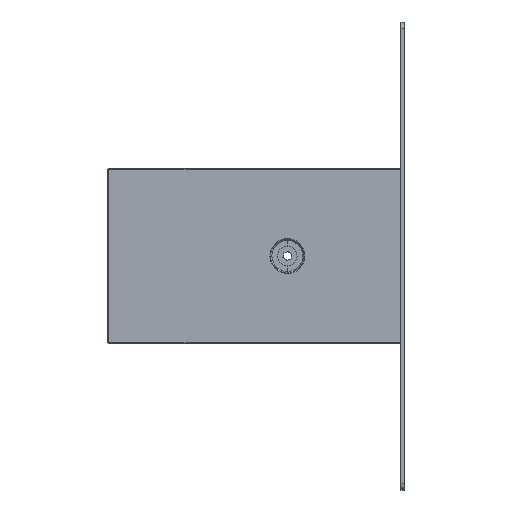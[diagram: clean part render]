
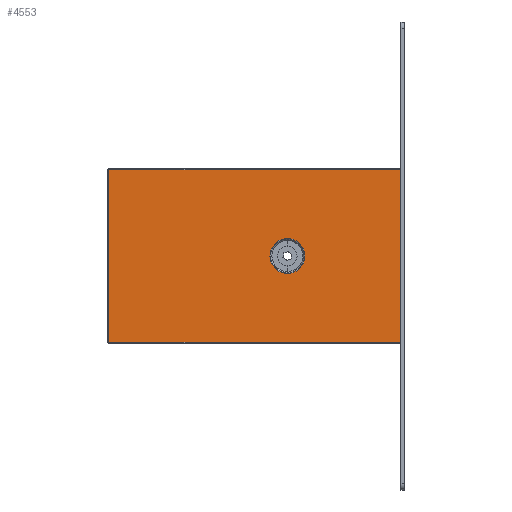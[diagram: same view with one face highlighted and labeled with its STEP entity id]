
A CAD part, left-side view. The second image highlights one B-rep face of the part: STEP entity #4553.
In plain terms, the highlighted planar face has unit normal (-1, 0, 0).
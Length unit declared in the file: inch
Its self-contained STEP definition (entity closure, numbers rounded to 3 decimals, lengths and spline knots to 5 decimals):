
#125 = EDGE_CURVE ( 'NONE', #794, #332, #1565, .T. ) ;
#201 = EDGE_CURVE ( 'NONE', #1128, #1117, #4683, .T. ) ;
#203 = EDGE_CURVE ( 'NONE', #1118, #1119, #4684, .T. ) ;
#204 = EDGE_CURVE ( 'NONE', #1119, #1128, #1872, .T. ) ;
#205 = EDGE_CURVE ( 'NONE', #1126, #780, #4685, .T. ) ;
#206 = EDGE_CURVE ( 'NONE', #1122, #1125, #4686, .T. ) ;
#207 = EDGE_CURVE ( 'NONE', #1125, #1126, #1879, .T. ) ;
#208 = EDGE_CURVE ( 'NONE', #1117, #1122, #1881, .T. ) ;
#213 = EDGE_CURVE ( 'NONE', #780, #1118, #1885, .T. ) ;
#216 = EDGE_CURVE ( 'NONE', #332, #794, #1890, .T. ) ;
#275 = EDGE_LOOP ( 'NONE', ( #554, #555 ) ) ;
#281 = EDGE_LOOP ( 'NONE', ( #556, #557, #560, #561, #558, #559, #550, #551 ) ) ;
#332 = VERTEX_POINT ( 'NONE', #2012 ) ;
#550 = ORIENTED_EDGE ( 'NONE', *, *, #204, .T. ) ;
#551 = ORIENTED_EDGE ( 'NONE', *, *, #201, .T. ) ;
#554 = ORIENTED_EDGE ( 'NONE', *, *, #216, .T. ) ;
#555 = ORIENTED_EDGE ( 'NONE', *, *, #125, .T. ) ;
#556 = ORIENTED_EDGE ( 'NONE', *, *, #208, .T. ) ;
#557 = ORIENTED_EDGE ( 'NONE', *, *, #206, .T. ) ;
#558 = ORIENTED_EDGE ( 'NONE', *, *, #213, .T. ) ;
#559 = ORIENTED_EDGE ( 'NONE', *, *, #203, .T. ) ;
#560 = ORIENTED_EDGE ( 'NONE', *, *, #207, .T. ) ;
#561 = ORIENTED_EDGE ( 'NONE', *, *, #205, .T. ) ;
#780 = VERTEX_POINT ( 'NONE', #2037 ) ;
#794 = VERTEX_POINT ( 'NONE', #2051 ) ;
#968 = AXIS2_PLACEMENT_3D ( 'NONE', #1597, #1598, #1599 ) ;
#986 = AXIS2_PLACEMENT_3D ( 'NONE', #1964, #1965, #1966 ) ;
#1117 = VERTEX_POINT ( 'NONE', #2738 ) ;
#1118 = VERTEX_POINT ( 'NONE', #2739 ) ;
#1119 = VERTEX_POINT ( 'NONE', #2740 ) ;
#1122 = VERTEX_POINT ( 'NONE', #2743 ) ;
#1125 = VERTEX_POINT ( 'NONE', #2746 ) ;
#1126 = VERTEX_POINT ( 'NONE', #2747 ) ;
#1128 = VERTEX_POINT ( 'NONE', #2749 ) ;
#1565 = CIRCLE ( 'NONE', #968, 0.16796 ) ;
#1597 = CARTESIAN_POINT ( 'NONE',  ( -11.81977, -0.29115, 0. ) ) ;
#1598 = DIRECTION ( 'NONE',  ( 1., 0., 0. ) ) ;
#1599 = DIRECTION ( 'NONE',  ( 0., 0., 1. ) ) ;
#1872 = LINE ( 'NONE', #1929, #1877 ) ;
#1877 = VECTOR ( 'NONE', #1930, 39.37008 ) ;
#1878 = VECTOR ( 'NONE', #1938, 39.37008 ) ;
#1879 = LINE ( 'NONE', #1937, #1878 ) ;
#1881 = LINE ( 'NONE', #1939, #1883 ) ;
#1883 = VECTOR ( 'NONE', #1940, 39.37008 ) ;
#1885 = LINE ( 'NONE', #1956, #1886 ) ;
#1886 = VECTOR ( 'NONE', #1957, 39.37008 ) ;
#1890 = CIRCLE ( 'NONE', #986, 0.16796 ) ;
#1915 = CARTESIAN_POINT ( 'NONE',  ( -11.81977, 1.42923, -0.82949 ) ) ;
#1916 = CARTESIAN_POINT ( 'NONE',  ( -11.81977, -1.37289, -0.82949 ) ) ;
#1917 = CARTESIAN_POINT ( 'NONE',  ( -11.81977, -1.37496, -0.82742 ) ) ;
#1921 = CARTESIAN_POINT ( 'NONE',  ( -11.81977, -1.36996, -0.82949 ) ) ;
#1922 = CARTESIAN_POINT ( 'NONE',  ( -11.81977, -1.37496, -0.82449 ) ) ;
#1924 = CARTESIAN_POINT ( 'NONE',  ( -11.81977, 1.4313, -0.82742 ) ) ;
#1925 = CARTESIAN_POINT ( 'NONE',  ( -11.81977, 1.42923, 0.82949 ) ) ;
#1926 = CARTESIAN_POINT ( 'NONE',  ( -11.81977, 1.4313, -0.82449 ) ) ;
#1927 = CARTESIAN_POINT ( 'NONE',  ( -11.81977, 1.4313, 0.82742 ) ) ;
#1928 = CARTESIAN_POINT ( 'NONE',  ( -11.81977, 1.4263, -0.82949 ) ) ;
#1929 = CARTESIAN_POINT ( 'NONE',  ( -11.81977, -1.36987, -0.82949 ) ) ;
#1930 = DIRECTION ( 'NONE',  ( 0., -1., 0. ) ) ;
#1931 = CARTESIAN_POINT ( 'NONE',  ( -11.81977, -1.37496, 0.82742 ) ) ;
#1932 = CARTESIAN_POINT ( 'NONE',  ( -11.81977, 1.4263, 0.82949 ) ) ;
#1933 = CARTESIAN_POINT ( 'NONE',  ( -11.81977, -1.37289, 0.82949 ) ) ;
#1934 = CARTESIAN_POINT ( 'NONE',  ( -11.81977, 1.4313, 0.82449 ) ) ;
#1935 = CARTESIAN_POINT ( 'NONE',  ( -11.81977, -1.37496, 0.82449 ) ) ;
#1936 = CARTESIAN_POINT ( 'NONE',  ( -11.81977, -1.36996, 0.82949 ) ) ;
#1937 = CARTESIAN_POINT ( 'NONE',  ( -11.81977, 1.42622, 0.82949 ) ) ;
#1938 = DIRECTION ( 'NONE',  ( 0., 1., 0. ) ) ;
#1939 = CARTESIAN_POINT ( 'NONE',  ( -11.81977, -1.37496, 0.82441 ) ) ;
#1940 = DIRECTION ( 'NONE',  ( 0., 0., 1. ) ) ;
#1956 = CARTESIAN_POINT ( 'NONE',  ( -11.81977, 1.4313, -0.82441 ) ) ;
#1957 = DIRECTION ( 'NONE',  ( 0., 0., -1. ) ) ;
#1964 = CARTESIAN_POINT ( 'NONE',  ( -11.81977, -0.29115, 0. ) ) ;
#1965 = DIRECTION ( 'NONE',  ( 1., 0., 0. ) ) ;
#1966 = DIRECTION ( 'NONE',  ( 0., 0., 1. ) ) ;
#2012 = CARTESIAN_POINT ( 'NONE',  ( -11.81977, -0.29115, 0.16796 ) ) ;
#2037 = CARTESIAN_POINT ( 'NONE',  ( -11.81977, 1.4313, 0.82449 ) ) ;
#2051 = CARTESIAN_POINT ( 'NONE',  ( -11.81977, -0.29115, -0.16796 ) ) ;
#2495 = AXIS2_PLACEMENT_3D ( 'NONE', #3909, #3910, #3911 ) ;
#2738 = CARTESIAN_POINT ( 'NONE',  ( -11.81977, -1.37496, -0.82449 ) ) ;
#2739 = CARTESIAN_POINT ( 'NONE',  ( -11.81977, 1.4313, -0.82449 ) ) ;
#2740 = CARTESIAN_POINT ( 'NONE',  ( -11.81977, 1.4263, -0.82949 ) ) ;
#2743 = CARTESIAN_POINT ( 'NONE',  ( -11.81977, -1.37496, 0.82449 ) ) ;
#2746 = CARTESIAN_POINT ( 'NONE',  ( -11.81977, -1.36996, 0.82949 ) ) ;
#2747 = CARTESIAN_POINT ( 'NONE',  ( -11.81977, 1.4263, 0.82949 ) ) ;
#2749 = CARTESIAN_POINT ( 'NONE',  ( -11.81977, -1.36996, -0.82949 ) ) ;
#3020 = FACE_OUTER_BOUND ( 'NONE', #281, .T. ) ;
#3024 = FACE_BOUND ( 'NONE', #275, .T. ) ;
#3901 = PLANE ( 'NONE',  #2495 ) ;
#3909 = CARTESIAN_POINT ( 'NONE',  ( -11.81977, -0.29075, 0. ) ) ;
#3910 = DIRECTION ( 'NONE',  ( -1., 0., 0. ) ) ;
#3911 = DIRECTION ( 'NONE',  ( 0., 0., 1. ) ) ;
#4553 = ADVANCED_FACE ( 'NONE', ( #3020, #3024 ), #3901, .T. ) ;
#4683 =( BOUNDED_CURVE ( )  B_SPLINE_CURVE ( 3, ( #1921, #1916, #1917, #1922 ),
 .UNSPECIFIED., .F., .T. ) 
 B_SPLINE_CURVE_WITH_KNOTS ( ( 4, 4 ),
 ( 5.49794, 7.06843 ),
 .UNSPECIFIED. ) 
 CURVE ( )  GEOMETRIC_REPRESENTATION_ITEM ( )  RATIONAL_B_SPLINE_CURVE ( ( 1., 0.805, 0.805, 1. ) ) 
 REPRESENTATION_ITEM ( '' )  );
#4684 =( BOUNDED_CURVE ( )  B_SPLINE_CURVE ( 3, ( #1926, #1924, #1915, #1928 ),
 .UNSPECIFIED., .F., .T. ) 
 B_SPLINE_CURVE_WITH_KNOTS ( ( 4, 4 ),
 ( 5.49794, 7.06843 ),
 .UNSPECIFIED. ) 
 CURVE ( )  GEOMETRIC_REPRESENTATION_ITEM ( )  RATIONAL_B_SPLINE_CURVE ( ( 1., 0.805, 0.805, 1. ) ) 
 REPRESENTATION_ITEM ( '' )  );
#4685 =( BOUNDED_CURVE ( )  B_SPLINE_CURVE ( 3, ( #1932, #1925, #1927, #1934 ),
 .UNSPECIFIED., .F., .T. ) 
 B_SPLINE_CURVE_WITH_KNOTS ( ( 4, 4 ),
 ( 5.49794, 7.06843 ),
 .UNSPECIFIED. ) 
 CURVE ( )  GEOMETRIC_REPRESENTATION_ITEM ( )  RATIONAL_B_SPLINE_CURVE ( ( 1., 0.805, 0.805, 1. ) ) 
 REPRESENTATION_ITEM ( '' )  );
#4686 =( BOUNDED_CURVE ( )  B_SPLINE_CURVE ( 3, ( #1935, #1931, #1933, #1936 ),
 .UNSPECIFIED., .F., .T. ) 
 B_SPLINE_CURVE_WITH_KNOTS ( ( 4, 4 ),
 ( 5.49794, 7.06843 ),
 .UNSPECIFIED. ) 
 CURVE ( )  GEOMETRIC_REPRESENTATION_ITEM ( )  RATIONAL_B_SPLINE_CURVE ( ( 1., 0.805, 0.805, 1. ) ) 
 REPRESENTATION_ITEM ( '' )  );
